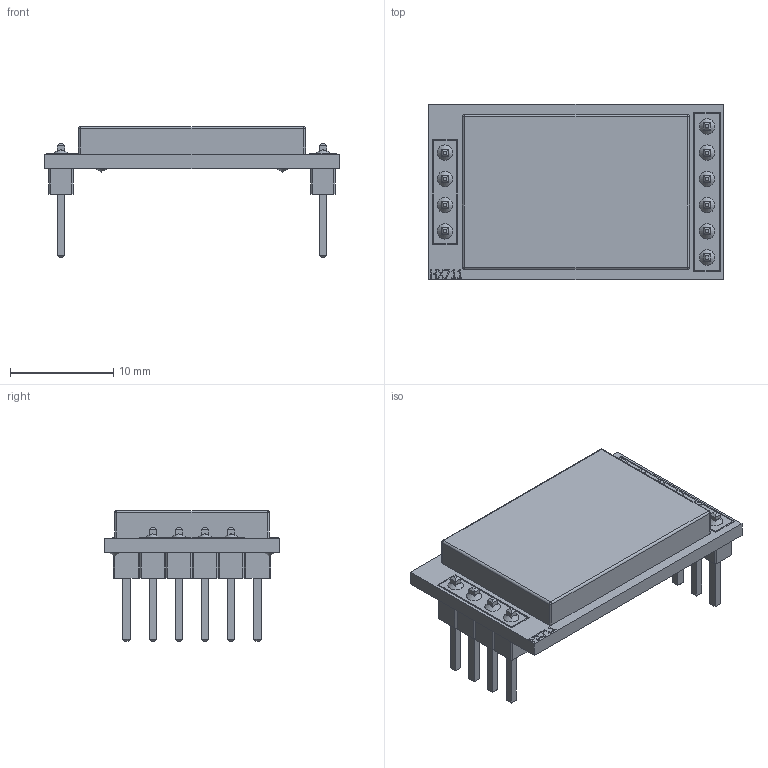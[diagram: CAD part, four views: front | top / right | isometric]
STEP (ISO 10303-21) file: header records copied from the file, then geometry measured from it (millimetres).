
FILE_DESCRIPTION(/* description */ (''),/* implementation_level */ '2;1');
FILE_NAME(/* name */ 'HX711-SCH.stp',/* time_stamp */ '2020-10-23T09:45:27+02:00',/* author */ ('ESPEU03'),/* organization */ (''),/* preprocessor_version */ 'ST-DEVELOPER v17',/* originating_system */ 'Autodesk Inventor 2018',/* authorisation */ '');
FILE_SCHEMA (('AUTOMOTIVE_DESIGN { 1 0 10303 214 3 1 1 }'));
Length unit declared in the file: millimetre
Products named in the file (1): HX711-SCH
Bounding box: 28.5 x 17 x 12.65 mm (x, y, z)
Volume: 1759.1 mm3; surface area: 2570.6 mm2
Topology: 20 solids, 20 shells, 859 faces, 2188 edges, 1428 vertices
Faces by surface type: plane 656, bspline 177, cone 14, cylinder 8, sphere 4
Entity records: 26927 total; most frequent: CARTESIAN_POINT 7405, ORIENTED_EDGE 4368, DIRECTION 3176, EDGE_CURVE 2184, LINE 1750, VECTOR 1750, VERTEX_POINT 1428, EDGE_LOOP 922
